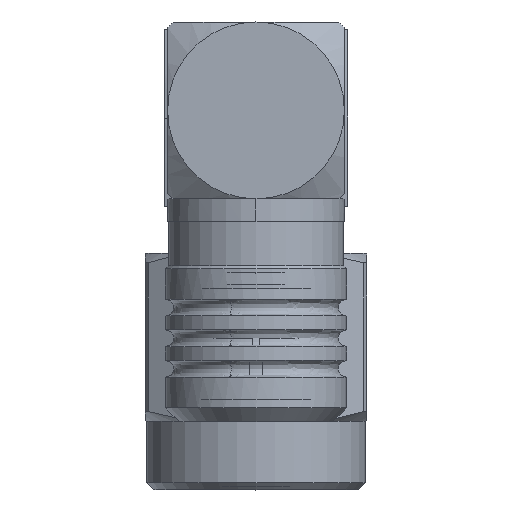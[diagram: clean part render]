
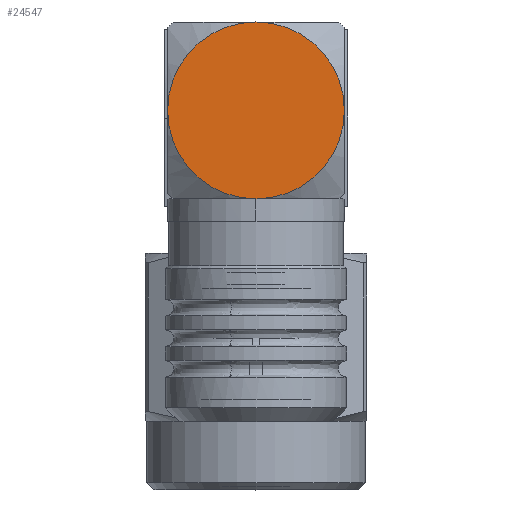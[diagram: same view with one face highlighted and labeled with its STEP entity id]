
A CAD part, top view. The second image highlights one B-rep face of the part: STEP entity #24547.
In plain terms, the highlighted face is planar.
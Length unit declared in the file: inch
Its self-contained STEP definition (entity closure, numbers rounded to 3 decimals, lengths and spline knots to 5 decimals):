
#9483 = CARTESIAN_POINT ( 'NONE',  ( 0.12598, 0., 0. ) ) ;
#12672 = VERTEX_POINT ( 'NONE', #26235 ) ;
#23775 = CARTESIAN_POINT ( 'NONE',  ( 0.12598, 0., 0. ) ) ;
#24547 = ADVANCED_FACE ( 'NONE', ( #110900 ), #64240, .F. ) ;
#25511 = DIRECTION ( 'NONE',  ( -1., 0., 0. ) ) ;
#26235 = CARTESIAN_POINT ( 'NONE',  ( 0.12598, 0., -0.125 ) ) ;
#31835 = ORIENTED_EDGE ( 'NONE', *, *, #112821, .F. ) ;
#35318 = AXIS2_PLACEMENT_3D ( 'NONE', #49849, #25511, #48394 ) ;
#36374 = EDGE_LOOP ( 'NONE', ( #72943, #55589, #31835, #59448 ) ) ;
#39058 = DIRECTION ( 'NONE',  ( 0., 0., 1. ) ) ;
#44725 = CIRCLE ( 'NONE', #35318, 0.125 ) ;
#48394 = DIRECTION ( 'NONE',  ( 0., 0., 1. ) ) ;
#49849 = CARTESIAN_POINT ( 'NONE',  ( 0.12598, 0., 0. ) ) ;
#54610 = DIRECTION ( 'NONE',  ( 0., -1., 0. ) ) ;
#55589 = ORIENTED_EDGE ( 'NONE', *, *, #98816, .F. ) ;
#56177 = AXIS2_PLACEMENT_3D ( 'NONE', #23775, #67421, #125859 ) ;
#59448 = ORIENTED_EDGE ( 'NONE', *, *, #145391, .F. ) ;
#60332 = CARTESIAN_POINT ( 'NONE',  ( 0.12598, 0., 0.125 ) ) ;
#61296 = CARTESIAN_POINT ( 'NONE',  ( 0.12598, 0., 0. ) ) ;
#64240 = PLANE ( 'NONE',  #137577 ) ;
#67421 = DIRECTION ( 'NONE',  ( -1., 0., 0. ) ) ;
#71989 = EDGE_CURVE ( 'NONE', #12672, #130499, #131812, .T. ) ;
#72179 = VERTEX_POINT ( 'NONE', #120573 ) ;
#72943 = ORIENTED_EDGE ( 'NONE', *, *, #71989, .F. ) ;
#88453 = DIRECTION ( 'NONE',  ( 0., 0., 1. ) ) ;
#88963 = CIRCLE ( 'NONE', #119681, 0.125 ) ;
#96636 = CARTESIAN_POINT ( 'NONE',  ( 0.12598, 0., 0. ) ) ;
#98816 = EDGE_CURVE ( 'NONE', #72179, #12672, #44725, .T. ) ;
#99375 = CIRCLE ( 'NONE', #139541, 0.125 ) ;
#108482 = DIRECTION ( 'NONE',  ( -1., 0., 0. ) ) ;
#108760 = VERTEX_POINT ( 'NONE', #60332 ) ;
#109407 = DIRECTION ( 'NONE',  ( -1., 0., 0. ) ) ;
#110900 = FACE_OUTER_BOUND ( 'NONE', #36374, .T. ) ;
#112821 = EDGE_CURVE ( 'NONE', #108760, #72179, #88963, .T. ) ;
#118269 = DIRECTION ( 'NONE',  ( -1., 0., 0. ) ) ;
#119681 = AXIS2_PLACEMENT_3D ( 'NONE', #96636, #108482, #88453 ) ;
#120573 = CARTESIAN_POINT ( 'NONE',  ( 0.12598, 0.125, 0. ) ) ;
#125859 = DIRECTION ( 'NONE',  ( 0., 0., 1. ) ) ;
#127051 = CARTESIAN_POINT ( 'NONE',  ( 0.12598, -0.125, 0. ) ) ;
#130499 = VERTEX_POINT ( 'NONE', #127051 ) ;
#131812 = CIRCLE ( 'NONE', #56177, 0.125 ) ;
#137577 = AXIS2_PLACEMENT_3D ( 'NONE', #9483, #109407, #54610 ) ;
#139541 = AXIS2_PLACEMENT_3D ( 'NONE', #61296, #118269, #39058 ) ;
#145391 = EDGE_CURVE ( 'NONE', #130499, #108760, #99375, .T. ) ;
